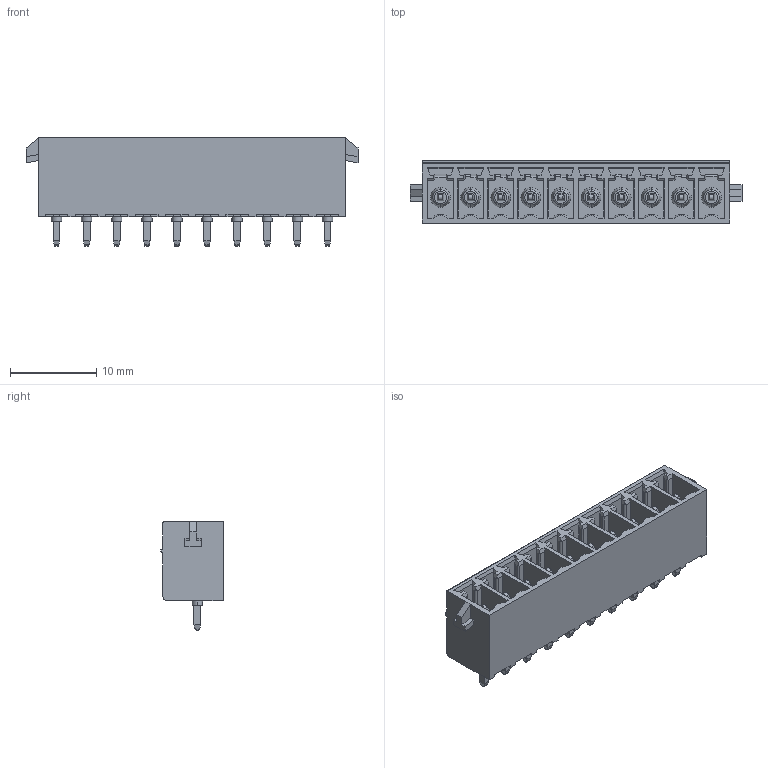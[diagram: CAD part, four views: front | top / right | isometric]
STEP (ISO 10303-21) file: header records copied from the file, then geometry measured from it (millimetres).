
FILE_DESCRIPTION(('Creo Elements/Direct Modeling STEP Export'),'2;1');
FILE_NAME('model.stp','2018-02-10T 7:46:50',(''),(''),'Creo Elements/Direct Modeling STEP processor for AP214 (Solid Model)','Creo Elements/Direct Modeling 18.1I 14-Aug-2016 (C) Parametric Technology GmbH','');
FILE_SCHEMA(('AUTOMOTIVE_DESIGN { 1 0 10303 214 1 1 1 1 }'));
Length unit declared in the file: millimetre
Products named in the file (2): MCV-1.5-10-G-3.5-RN
Assembly tree (1 placements, depth 2):
  MCV-1.5-10-G-3.5-RN
    MCV-1.5-10-G-3.5-RN
Bounding box: 38.6 x 7.25 x 12.6 mm (x, y, z)
Volume: 1298.3 mm3; surface area: 3086.5 mm2
Topology: 1 solids, 1 shells, 753 faces, 2011 edges, 1320 vertices
Faces by surface type: plane 601, cylinder 102, cone 30, torus 20
Entity records: 28345 total; most frequent: CARTESIAN_POINT 4145, ORIENTED_EDGE 4022, DIRECTION 3535, EDGE_CURVE 2011, VECTOR 1595, LINE 1595, VERTEX_POINT 1320, AXIS2_PLACEMENT_3D 970
